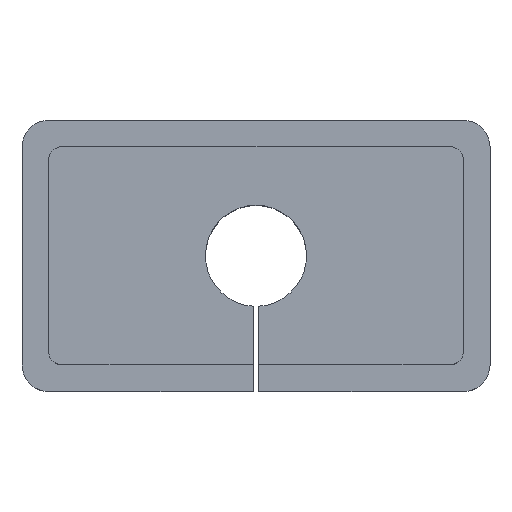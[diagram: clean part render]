
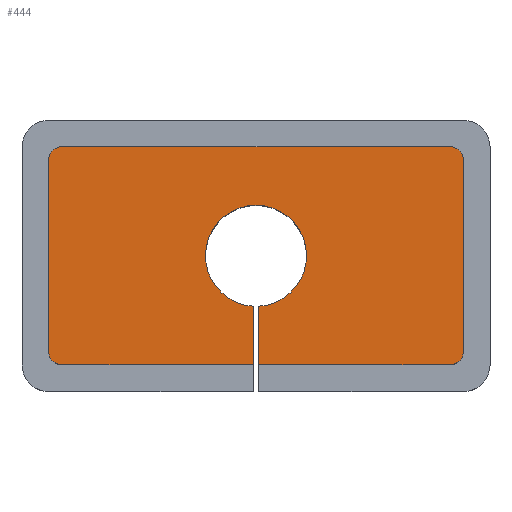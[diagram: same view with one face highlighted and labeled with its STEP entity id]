
A CAD part, top view. The second image highlights one B-rep face of the part: STEP entity #444.
In plain terms, the highlighted planar face has unit normal (0, 0, 1).
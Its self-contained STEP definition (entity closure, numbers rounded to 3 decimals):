
#15=PLANE('',#484);
#31=FACE_OUTER_BOUND('',#55,.T.);
#55=EDGE_LOOP('',(#306,#307,#308,#309,#310,#311,#312,#313,#314,#315,#316,
#317));
#80=LINE('',#669,#128);
#81=LINE('',#673,#129);
#82=LINE('',#677,#130);
#83=LINE('',#679,#131);
#84=LINE('',#683,#132);
#85=LINE('',#685,#133);
#86=LINE('',#688,#134);
#128=VECTOR('',#535,10.);
#129=VECTOR('',#538,10.);
#130=VECTOR('',#541,10.);
#131=VECTOR('',#542,10.);
#132=VECTOR('',#545,10.);
#133=VECTOR('',#546,10.);
#134=VECTOR('',#549,10.);
#174=CIRCLE('',#482,0.5);
#176=CIRCLE('',#485,0.5);
#177=CIRCLE('',#486,0.5);
#178=CIRCLE('',#487,1.9);
#179=CIRCLE('',#488,0.5);
#192=VERTEX_POINT('',#659);
#193=VERTEX_POINT('',#660);
#196=VERTEX_POINT('',#668);
#197=VERTEX_POINT('',#670);
#198=VERTEX_POINT('',#672);
#199=VERTEX_POINT('',#674);
#200=VERTEX_POINT('',#676);
#201=VERTEX_POINT('',#678);
#202=VERTEX_POINT('',#680);
#203=VERTEX_POINT('',#682);
#204=VERTEX_POINT('',#684);
#205=VERTEX_POINT('',#686);
#236=EDGE_CURVE('',#192,#193,#174,.T.);
#240=EDGE_CURVE('',#192,#196,#80,.T.);
#241=EDGE_CURVE('',#197,#196,#176,.T.);
#242=EDGE_CURVE('',#197,#198,#81,.T.);
#243=EDGE_CURVE('',#199,#198,#177,.T.);
#244=EDGE_CURVE('',#199,#200,#82,.T.);
#245=EDGE_CURVE('',#200,#201,#83,.T.);
#246=EDGE_CURVE('',#201,#202,#178,.T.);
#247=EDGE_CURVE('',#202,#203,#84,.T.);
#248=EDGE_CURVE('',#203,#204,#85,.T.);
#249=EDGE_CURVE('',#205,#204,#179,.T.);
#250=EDGE_CURVE('',#205,#193,#86,.T.);
#306=ORIENTED_EDGE('',*,*,#236,.F.);
#307=ORIENTED_EDGE('',*,*,#240,.T.);
#308=ORIENTED_EDGE('',*,*,#241,.F.);
#309=ORIENTED_EDGE('',*,*,#242,.T.);
#310=ORIENTED_EDGE('',*,*,#243,.F.);
#311=ORIENTED_EDGE('',*,*,#244,.T.);
#312=ORIENTED_EDGE('',*,*,#245,.T.);
#313=ORIENTED_EDGE('',*,*,#246,.T.);
#314=ORIENTED_EDGE('',*,*,#247,.T.);
#315=ORIENTED_EDGE('',*,*,#248,.T.);
#316=ORIENTED_EDGE('',*,*,#249,.F.);
#317=ORIENTED_EDGE('',*,*,#250,.T.);
#444=ADVANCED_FACE('',(#31),#15,.T.);
#482=AXIS2_PLACEMENT_3D('',#661,#527,#528);
#484=AXIS2_PLACEMENT_3D('',#667,#533,#534);
#485=AXIS2_PLACEMENT_3D('',#671,#536,#537);
#486=AXIS2_PLACEMENT_3D('',#675,#539,#540);
#487=AXIS2_PLACEMENT_3D('',#681,#543,#544);
#488=AXIS2_PLACEMENT_3D('',#687,#547,#548);
#527=DIRECTION('center_axis',(0.,0.,-1.));
#528=DIRECTION('ref_axis',(0.707,0.707,0.));
#533=DIRECTION('center_axis',(0.,0.,1.));
#534=DIRECTION('ref_axis',(1.,0.,0.));
#535=DIRECTION('',(-1.,0.,0.));
#536=DIRECTION('center_axis',(0.,0.,-1.));
#537=DIRECTION('ref_axis',(-0.707,0.707,0.));
#538=DIRECTION('',(0.,-1.,0.));
#539=DIRECTION('center_axis',(0.,0.,-1.));
#540=DIRECTION('ref_axis',(-0.707,-0.707,0.));
#541=DIRECTION('',(1.,0.,0.));
#542=DIRECTION('',(0.,1.,0.));
#543=DIRECTION('center_axis',(0.,0.,-1.));
#544=DIRECTION('ref_axis',(1.,0.,0.));
#545=DIRECTION('',(0.,-1.,0.));
#546=DIRECTION('',(1.,0.,0.));
#547=DIRECTION('center_axis',(0.,0.,-1.));
#548=DIRECTION('ref_axis',(0.707,-0.707,0.));
#549=DIRECTION('',(0.,1.,0.));
#659=CARTESIAN_POINT('',(15.1,8.2,6.5));
#660=CARTESIAN_POINT('',(15.6,7.7,6.5));
#661=CARTESIAN_POINT('Origin',(15.1,7.7,6.5));
#667=CARTESIAN_POINT('Origin',(7.8,4.1,6.5));
#668=CARTESIAN_POINT('',(0.5,8.2,6.5));
#669=CARTESIAN_POINT('',(15.6,8.2,6.5));
#670=CARTESIAN_POINT('',(0.,7.7,6.5));
#671=CARTESIAN_POINT('Origin',(0.5,7.7,6.5));
#672=CARTESIAN_POINT('',(0.,0.5,6.5));
#673=CARTESIAN_POINT('',(0.,8.2,6.5));
#674=CARTESIAN_POINT('',(0.5,0.,6.5));
#675=CARTESIAN_POINT('Origin',(0.5,0.5,6.5));
#676=CARTESIAN_POINT('',(7.7,0.,6.5));
#677=CARTESIAN_POINT('',(0.,0.,6.5));
#678=CARTESIAN_POINT('',(7.7,2.203,6.5));
#679=CARTESIAN_POINT('',(7.7,4.1,6.5));
#680=CARTESIAN_POINT('',(7.9,2.203,6.5));
#681=CARTESIAN_POINT('Origin',(7.8,4.1,6.5));
#682=CARTESIAN_POINT('',(7.9,0.,6.5));
#683=CARTESIAN_POINT('',(7.9,1.55,6.5));
#684=CARTESIAN_POINT('',(15.1,0.,6.5));
#685=CARTESIAN_POINT('',(0.,0.,6.5));
#686=CARTESIAN_POINT('',(15.6,0.5,6.5));
#687=CARTESIAN_POINT('Origin',(15.1,0.5,6.5));
#688=CARTESIAN_POINT('',(15.6,0.,6.5));
